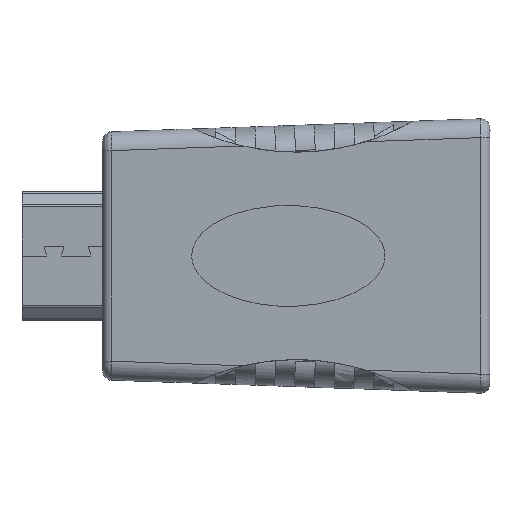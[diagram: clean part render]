
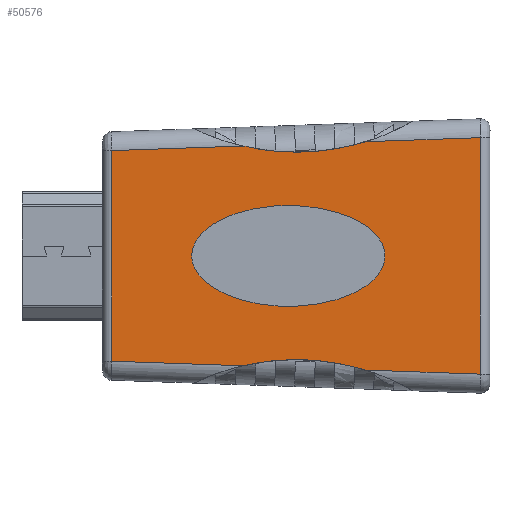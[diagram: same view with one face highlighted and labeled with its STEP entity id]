
A CAD part, top view. The second image highlights one B-rep face of the part: STEP entity #50576.
In plain terms, the highlighted planar face has unit normal (-0.016, 0, 1).
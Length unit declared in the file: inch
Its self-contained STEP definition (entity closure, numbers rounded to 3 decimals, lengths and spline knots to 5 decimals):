
#979 = ORIENTED_EDGE ( 'NONE', *, *, #37642, .T. ) ;
#2093 =( BOUNDED_CURVE ( )  B_SPLINE_CURVE ( 3, ( #29385, #34307, #9823, #44057 ),
 .UNSPECIFIED., .F., .F. ) 
 B_SPLINE_CURVE_WITH_KNOTS ( ( 4, 4 ),
 ( 4.71239, 5.01056 ),
 .UNSPECIFIED. ) 
 CURVE ( )  GEOMETRIC_REPRESENTATION_ITEM ( )  RATIONAL_B_SPLINE_CURVE ( ( 1., 0.993, 0.993, 1. ) ) 
 REPRESENTATION_ITEM ( '' )  );
#2733 = CARTESIAN_POINT ( 'NONE',  ( -0.01466, -0.33318, 0.18481 ) ) ;
#3589 = CARTESIAN_POINT ( 'NONE',  ( 0.61614, -0.33, 0.19488 ) ) ;
#4250 = VECTOR ( 'NONE', #36834, 39.37008 ) ;
#4575 = DIRECTION ( 'NONE',  ( 0.999, -0.035, 0.016 ) ) ;
#6167 = DIRECTION ( 'NONE',  ( -1., 0., -0.016 ) ) ;
#6382 = CARTESIAN_POINT ( 'NONE',  ( 0.55904, 0.33, 0.19397 ) ) ;
#7542 = ORIENTED_EDGE ( 'NONE', *, *, #44522, .T. ) ;
#7568 = LINE ( 'NONE', #63145, #45066 ) ;
#7756 = VERTEX_POINT ( 'NONE', #33482 ) ;
#7827 = ORIENTED_EDGE ( 'NONE', *, *, #29159, .T. ) ;
#8167 = CARTESIAN_POINT ( 'NONE',  ( 0.89816, 0., 0.19939 ) ) ;
#8437 = CARTESIAN_POINT ( 'NONE',  ( 0.61614, -0.33, 0.19488 ) ) ;
#8483 = ORIENTED_EDGE ( 'NONE', *, *, #58605, .T. ) ;
#9590 = EDGE_LOOP ( 'NONE', ( #7542, #28792, #42619, #36613, #979, #8483, #7827, #40969, #26159, #50727 ) ) ;
#9823 = CARTESIAN_POINT ( 'NONE',  ( 0.76495, -0.34111, 0.19726 ) ) ;
#9923 = LINE ( 'NONE', #31796, #34495 ) ;
#11028 = CARTESIAN_POINT ( 'NONE',  ( 0.83647, -0.36309, 0.1984 ) ) ;
#12199 = CARTESIAN_POINT ( 'NONE',  ( 0.83647, 0.36309, 0.1984 ) ) ;
#13124 = CARTESIAN_POINT ( 'NONE',  ( 0.28403, -0.32083, 0.18958 ) ) ;
#13734 = DIRECTION ( 'NONE',  ( 0., 1., 0. ) ) ;
#14019 = VERTEX_POINT ( 'NONE', #3589 ) ;
#17321 = VERTEX_POINT ( 'NONE', #41497 ) ;
#20411 = ORIENTED_EDGE ( 'NONE', *, *, #51760, .T. ) ;
#20826 =( BOUNDED_CURVE ( )  B_SPLINE_CURVE ( 3, ( #31740, #36652, #41489, #12199 ),
 .UNSPECIFIED., .F., .F. ) 
 B_SPLINE_CURVE_WITH_KNOTS ( ( 4, 4 ),
 ( 4.71239, 5.01056 ),
 .UNSPECIFIED. ) 
 CURVE ( )  GEOMETRIC_REPRESENTATION_ITEM ( )  RATIONAL_B_SPLINE_CURVE ( ( 1., 0.993, 0.993, 1. ) ) 
 REPRESENTATION_ITEM ( '' )  );
#21149 = VECTOR ( 'NONE', #13734, 39.37008 ) ;
#22545 = VERTEX_POINT ( 'NONE', #11028 ) ;
#23952 = VERTEX_POINT ( 'NONE', #26601 ) ;
#25773 = CARTESIAN_POINT ( 'NONE',  ( -0.00296, 0., 0.18499 ) ) ;
#26159 = ORIENTED_EDGE ( 'NONE', *, *, #52199, .F. ) ;
#26601 = CARTESIAN_POINT ( 'NONE',  ( 0.44668, 0.3494, 0.19217 ) ) ;
#26994 = CARTESIAN_POINT ( 'NONE',  ( 1.2018, -0.37593, 0.20424 ) ) ;
#28027 = CARTESIAN_POINT ( 'NONE',  ( 0.50231, -0.33649, 0.19306 ) ) ;
#28792 = ORIENTED_EDGE ( 'NONE', *, *, #49078, .T. ) ;
#29159 = EDGE_CURVE ( 'NONE', #62140, #7756, #58467, .T. ) ;
#29385 = CARTESIAN_POINT ( 'NONE',  ( 0.61614, -0.33, 0.19488 ) ) ;
#29814 = EDGE_LOOP ( 'NONE', ( #20411 ) ) ;
#30391 = VECTOR ( 'NONE', #37065, 39.37008 ) ;
#30679 = PLANE ( 'NONE',  #50486 ) ;
#30891 = CARTESIAN_POINT ( 'NONE',  ( 0.44668, 0.3494, 0.19217 ) ) ;
#31740 = CARTESIAN_POINT ( 'NONE',  ( 0.61614, 0.33, 0.19488 ) ) ;
#31796 = CARTESIAN_POINT ( 'NONE',  ( 0.02952, -0.3337, 0.18551 ) ) ;
#31925 = LINE ( 'NONE', #2733, #30391 ) ;
#31981 = FACE_OUTER_BOUND ( 'NONE', #9590, .T. ) ;
#32145 = EDGE_CURVE ( 'NONE', #7756, #35199, #59957, .T. ) ;
#32287 = CARTESIAN_POINT ( 'NONE',  ( 0.44668, -0.3494, 0.19217 ) ) ;
#32668 = CARTESIAN_POINT ( 'NONE',  ( 0.28403, 0., 0.18958 ) ) ;
#32686 = VERTEX_POINT ( 'NONE', #37452 ) ;
#33482 = CARTESIAN_POINT ( 'NONE',  ( 1.2018, 0.37593, 0.20424 ) ) ;
#33499 = CARTESIAN_POINT ( 'NONE',  ( 0.02952, -0.33473, 0.18551 ) ) ;
#34307 = CARTESIAN_POINT ( 'NONE',  ( 0.69096, -0.33, 0.19608 ) ) ;
#34495 = VECTOR ( 'NONE', #55940, 39.37008 ) ;
#35199 = VERTEX_POINT ( 'NONE', #40074 ) ;
#35608 = DIRECTION ( 'NONE',  ( 0.016, 0., -1. ) ) ;
#36613 = ORIENTED_EDGE ( 'NONE', *, *, #57017, .T. ) ;
#36652 = CARTESIAN_POINT ( 'NONE',  ( 0.69096, 0.33, 0.19608 ) ) ;
#36834 = DIRECTION ( 'NONE',  ( -0.999, -0.035, -0.016 ) ) ;
#36911 =( BOUNDED_CURVE ( )  B_SPLINE_CURVE ( 3, ( #32668, #56623, #37552, #8167, #42406, #13124, #47279 ),
 .UNSPECIFIED., .T., .F. ) 
 B_SPLINE_CURVE_WITH_KNOTS ( ( 4, 3, 4 ),
 ( 0., 3.14159, 6.28319 ),
 .UNSPECIFIED. ) 
 CURVE ( )  GEOMETRIC_REPRESENTATION_ITEM ( )  RATIONAL_B_SPLINE_CURVE ( ( 1., 0.333, 0.333, 1., 0.333, 0.333, 1. ) ) 
 REPRESENTATION_ITEM ( '' )  );
#37061 = CARTESIAN_POINT ( 'NONE',  ( -0.01466, 0.33318, 0.18481 ) ) ;
#37065 = DIRECTION ( 'NONE',  ( 0.999, -0.035, 0.016 ) ) ;
#37452 = CARTESIAN_POINT ( 'NONE',  ( 0.61614, 0.33, 0.19488 ) ) ;
#37552 = CARTESIAN_POINT ( 'NONE',  ( 0.89816, 0.32083, 0.19939 ) ) ;
#37642 = EDGE_CURVE ( 'NONE', #14019, #22545, #2093, .T. ) ;
#37819 = CARTESIAN_POINT ( 'NONE',  ( 0.55904, -0.33, 0.19397 ) ) ;
#39960 = VERTEX_POINT ( 'NONE', #47483 ) ;
#40074 = CARTESIAN_POINT ( 'NONE',  ( 0.83647, 0.36309, 0.1984 ) ) ;
#40648 = CARTESIAN_POINT ( 'NONE',  ( 0.61614, 0.33, 0.19488 ) ) ;
#40969 = ORIENTED_EDGE ( 'NONE', *, *, #32145, .T. ) ;
#41489 = CARTESIAN_POINT ( 'NONE',  ( 0.76495, 0.34111, 0.19726 ) ) ;
#41497 = CARTESIAN_POINT ( 'NONE',  ( 0.02952, 0.33473, 0.18551 ) ) ;
#42327 = EDGE_CURVE ( 'NONE', #23952, #32686, #52063, .T. ) ;
#42406 = CARTESIAN_POINT ( 'NONE',  ( 0.89816, -0.32083, 0.19939 ) ) ;
#42619 = ORIENTED_EDGE ( 'NONE', *, *, #50730, .T. ) ;
#43004 = CARTESIAN_POINT ( 'NONE',  ( 1.2018, 0., 0.20424 ) ) ;
#43335 = LINE ( 'NONE', #56314, #4250 ) ;
#44057 = CARTESIAN_POINT ( 'NONE',  ( 0.83647, -0.36309, 0.1984 ) ) ;
#44522 = EDGE_CURVE ( 'NONE', #23952, #17321, #43335, .T. ) ;
#45066 = VECTOR ( 'NONE', #4575, 39.37008 ) ;
#47009 = VECTOR ( 'NONE', #61674, 39.37008 ) ;
#47279 = CARTESIAN_POINT ( 'NONE',  ( 0.28403, 0., 0.18958 ) ) ;
#47483 = CARTESIAN_POINT ( 'NONE',  ( 0.44668, -0.3494, 0.19217 ) ) ;
#49078 = EDGE_CURVE ( 'NONE', #17321, #54322, #9923, .T. ) ;
#50486 = AXIS2_PLACEMENT_3D ( 'NONE', #25773, #35608, #6167 ) ;
#50576 = ADVANCED_FACE ( 'NONE', ( #31981, #56257 ), #30679, .F. ) ;
#50727 = ORIENTED_EDGE ( 'NONE', *, *, #42327, .F. ) ;
#50730 = EDGE_CURVE ( 'NONE', #54322, #39960, #31925, .T. ) ;
#51760 = EDGE_CURVE ( 'NONE', #56191, #56191, #36911, .T. ) ;
#52063 =( BOUNDED_CURVE ( )  B_SPLINE_CURVE ( 3, ( #30891, #60008, #6382, #40648 ),
 .UNSPECIFIED., .F., .F. ) 
 B_SPLINE_CURVE_WITH_KNOTS ( ( 4, 4 ),
 ( 4.48447, 4.71239 ),
 .UNSPECIFIED. ) 
 CURVE ( )  GEOMETRIC_REPRESENTATION_ITEM ( )  RATIONAL_B_SPLINE_CURVE ( ( 1., 0.996, 0.996, 1. ) ) 
 REPRESENTATION_ITEM ( '' )  );
#52199 = EDGE_CURVE ( 'NONE', #32686, #35199, #20826, .T. ) ;
#52356 =( BOUNDED_CURVE ( )  B_SPLINE_CURVE ( 3, ( #32287, #28027, #37819, #8437 ),
 .UNSPECIFIED., .F., .F. ) 
 B_SPLINE_CURVE_WITH_KNOTS ( ( 4, 4 ),
 ( 4.48447, 4.71239 ),
 .UNSPECIFIED. ) 
 CURVE ( )  GEOMETRIC_REPRESENTATION_ITEM ( )  RATIONAL_B_SPLINE_CURVE ( ( 1., 0.996, 0.996, 1. ) ) 
 REPRESENTATION_ITEM ( '' )  );
#54322 = VERTEX_POINT ( 'NONE', #33499 ) ;
#55940 = DIRECTION ( 'NONE',  ( 0., -1., 0. ) ) ;
#56191 = VERTEX_POINT ( 'NONE', #59793 ) ;
#56257 = FACE_BOUND ( 'NONE', #29814, .T. ) ;
#56314 = CARTESIAN_POINT ( 'NONE',  ( -0.01466, 0.33318, 0.18481 ) ) ;
#56623 = CARTESIAN_POINT ( 'NONE',  ( 0.28403, 0.32083, 0.18958 ) ) ;
#57017 = EDGE_CURVE ( 'NONE', #39960, #14019, #52356, .T. ) ;
#58467 = LINE ( 'NONE', #43004, #21149 ) ;
#58605 = EDGE_CURVE ( 'NONE', #22545, #62140, #7568, .T. ) ;
#59793 = CARTESIAN_POINT ( 'NONE',  ( 0.28403, 0., 0.18958 ) ) ;
#59957 = LINE ( 'NONE', #37061, #47009 ) ;
#60008 = CARTESIAN_POINT ( 'NONE',  ( 0.50231, 0.33649, 0.19306 ) ) ;
#61674 = DIRECTION ( 'NONE',  ( -0.999, -0.035, -0.016 ) ) ;
#62140 = VERTEX_POINT ( 'NONE', #26994 ) ;
#63145 = CARTESIAN_POINT ( 'NONE',  ( -0.01466, -0.33318, 0.18481 ) ) ;
